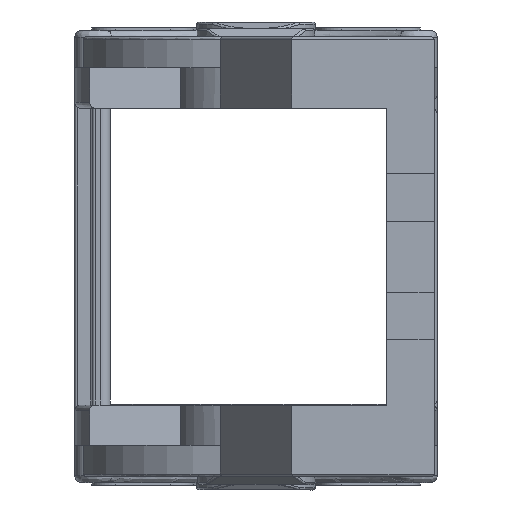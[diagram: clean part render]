
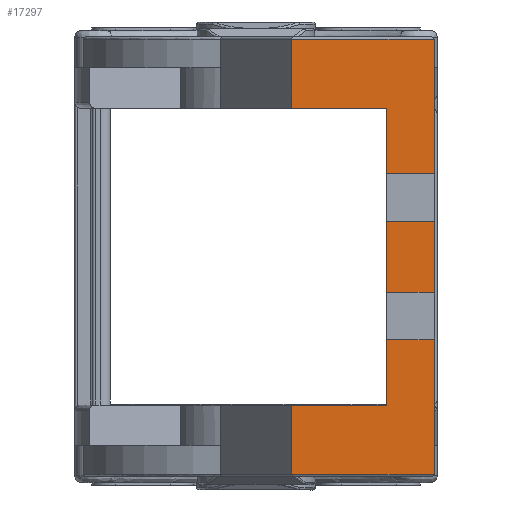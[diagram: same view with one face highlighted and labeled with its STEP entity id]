
A CAD part, left-side view. The second image highlights one B-rep face of the part: STEP entity #17297.
In plain terms, the highlighted planar face has unit normal (-1, 0, 0).
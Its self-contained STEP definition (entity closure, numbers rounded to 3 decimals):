
#98 = LINE ( 'NONE', #22291, #25124 ) ;
#321 = DIRECTION ( 'NONE',  ( 0., -1., 0. ) ) ;
#339 = PLANE ( 'NONE',  #26924 ) ;
#379 = VERTEX_POINT ( 'NONE', #2644 ) ;
#401 = CARTESIAN_POINT ( 'NONE',  ( 382.199, 97.701, 577.591 ) ) ;
#1023 = VECTOR ( 'NONE', #4317, 1000. ) ;
#1238 = DIRECTION ( 'NONE',  ( 0., 0., 1. ) ) ;
#1500 = VERTEX_POINT ( 'NONE', #18824 ) ;
#1579 = ORIENTED_EDGE ( 'NONE', *, *, #27875, .F. ) ;
#1856 = LINE ( 'NONE', #9606, #18920 ) ;
#1911 = LINE ( 'NONE', #27071, #11377 ) ;
#2266 = LINE ( 'NONE', #16181, #26643 ) ;
#2314 = VECTOR ( 'NONE', #18192, 1000. ) ;
#2644 = CARTESIAN_POINT ( 'NONE',  ( 382.199, 97.701, 587.591 ) ) ;
#2658 = LINE ( 'NONE', #9275, #2314 ) ;
#3365 = ORIENTED_EDGE ( 'NONE', *, *, #11834, .T. ) ;
#3416 = VERTEX_POINT ( 'NONE', #13114 ) ;
#3758 = DIRECTION ( 'NONE',  ( 0., 1., 0. ) ) ;
#3770 = ORIENTED_EDGE ( 'NONE', *, *, #8107, .F. ) ;
#3803 = VECTOR ( 'NONE', #26397, 1000. ) ;
#4317 = DIRECTION ( 'NONE',  ( 0., 0., 1. ) ) ;
#4506 = LINE ( 'NONE', #10992, #28161 ) ;
#4800 = DIRECTION ( 'NONE',  ( 0., -1., 0. ) ) ;
#5044 = CARTESIAN_POINT ( 'NONE',  ( 382.199, 95.201, 587.591 ) ) ;
#5118 = DIRECTION ( 'NONE',  ( 0., 1., 0. ) ) ;
#5513 = VECTOR ( 'NONE', #4800, 1000. ) ;
#5618 = EDGE_CURVE ( 'NONE', #10056, #19125, #11862, .T. ) ;
#5680 = LINE ( 'NONE', #20453, #27964 ) ;
#5735 = CARTESIAN_POINT ( 'NONE',  ( 382.199, 97.701, 590.091 ) ) ;
#5790 = VERTEX_POINT ( 'NONE', #23314 ) ;
#6011 = ORIENTED_EDGE ( 'NONE', *, *, #18413, .F. ) ;
#6110 = LINE ( 'NONE', #7042, #18969 ) ;
#6224 = CARTESIAN_POINT ( 'NONE',  ( 382.199, 105.701, 568.091 ) ) ;
#6373 = CARTESIAN_POINT ( 'NONE',  ( 382.199, 105.701, 590.091 ) ) ;
#6499 = FACE_OUTER_BOUND ( 'NONE', #24246, .T. ) ;
#6590 = CARTESIAN_POINT ( 'NONE',  ( 382.199, 97.701, 590.091 ) ) ;
#6996 = EDGE_CURVE ( 'NONE', #27659, #15045, #4506, .T. ) ;
#7042 = CARTESIAN_POINT ( 'NONE',  ( 382.199, 95.201, 590.091 ) ) ;
#7075 = DIRECTION ( 'NONE',  ( 1., 0., 0. ) ) ;
#7244 = VERTEX_POINT ( 'NONE', #20990 ) ;
#7958 = LINE ( 'NONE', #22641, #5513 ) ;
#8107 = EDGE_CURVE ( 'NONE', #27392, #27659, #2658, .T. ) ;
#8344 = EDGE_CURVE ( 'NONE', #23235, #379, #17296, .T. ) ;
#8985 = CARTESIAN_POINT ( 'NONE',  ( 382.199, 97.701, 573.591 ) ) ;
#8996 = EDGE_CURVE ( 'NONE', #28666, #23235, #6110, .T. ) ;
#9061 = EDGE_CURVE ( 'NONE', #3416, #7244, #1911, .T. ) ;
#9101 = ORIENTED_EDGE ( 'NONE', *, *, #13318, .F. ) ;
#9186 = LINE ( 'NONE', #19709, #20939 ) ;
#9275 = CARTESIAN_POINT ( 'NONE',  ( 382.199, 93.691, 568.091 ) ) ;
#9606 = CARTESIAN_POINT ( 'NONE',  ( 382.199, 93.691, 577.591 ) ) ;
#9737 = LINE ( 'NONE', #6373, #3803 ) ;
#9864 = EDGE_CURVE ( 'NONE', #10360, #23567, #15464, .T. ) ;
#10034 = EDGE_CURVE ( 'NONE', #15999, #5790, #5680, .T. ) ;
#10056 = VERTEX_POINT ( 'NONE', #401 ) ;
#10360 = VERTEX_POINT ( 'NONE', #13460 ) ;
#10661 = EDGE_CURVE ( 'NONE', #379, #3416, #27915, .T. ) ;
#10992 = CARTESIAN_POINT ( 'NONE',  ( 382.199, 97.701, 590.091 ) ) ;
#11206 = DIRECTION ( 'NONE',  ( 0., 0., 1. ) ) ;
#11377 = VECTOR ( 'NONE', #22740, 1000. ) ;
#11534 = LINE ( 'NONE', #15507, #1023 ) ;
#11834 = EDGE_CURVE ( 'NONE', #10360, #15524, #11534, .T. ) ;
#11862 = LINE ( 'NONE', #6590, #27496 ) ;
#12254 = CARTESIAN_POINT ( 'NONE',  ( 382.199, 97.701, 583.591 ) ) ;
#12340 = VECTOR ( 'NONE', #3758, 1000. ) ;
#13114 = CARTESIAN_POINT ( 'NONE',  ( 382.199, 97.701, 593.091 ) ) ;
#13318 = EDGE_CURVE ( 'NONE', #1500, #15524, #98, .T. ) ;
#13460 = CARTESIAN_POINT ( 'NONE',  ( 382.199, 93.701, 562.291 ) ) ;
#13686 = ORIENTED_EDGE ( 'NONE', *, *, #10661, .F. ) ;
#15045 = VERTEX_POINT ( 'NONE', #8985 ) ;
#15076 = VECTOR ( 'NONE', #1238, 1000. ) ;
#15288 = ORIENTED_EDGE ( 'NONE', *, *, #6996, .F. ) ;
#15331 = ORIENTED_EDGE ( 'NONE', *, *, #24157, .F. ) ;
#15464 = LINE ( 'NONE', #23931, #12340 ) ;
#15507 = CARTESIAN_POINT ( 'NONE',  ( 382.199, 93.701, 654.091 ) ) ;
#15524 = VERTEX_POINT ( 'NONE', #15752 ) ;
#15752 = CARTESIAN_POINT ( 'NONE',  ( 382.199, 93.701, 598.891 ) ) ;
#15999 = VERTEX_POINT ( 'NONE', #16622 ) ;
#16181 = CARTESIAN_POINT ( 'NONE',  ( 382.199, 105.701, 590.091 ) ) ;
#16187 = ORIENTED_EDGE ( 'NONE', *, *, #16437, .F. ) ;
#16241 = CARTESIAN_POINT ( 'NONE',  ( 382.199, 93.691, 590.091 ) ) ;
#16437 = EDGE_CURVE ( 'NONE', #15045, #15999, #7958, .T. ) ;
#16622 = CARTESIAN_POINT ( 'NONE',  ( 382.199, 95.201, 573.591 ) ) ;
#16650 = ORIENTED_EDGE ( 'NONE', *, *, #25032, .F. ) ;
#16872 = CARTESIAN_POINT ( 'NONE',  ( 382.199, 95.201, 583.591 ) ) ;
#16946 = VECTOR ( 'NONE', #23661, 1000. ) ;
#17296 = LINE ( 'NONE', #28320, #16946 ) ;
#17297 = ADVANCED_FACE ( 'NONE', ( #6499 ), #339, .F. ) ;
#17475 = DIRECTION ( 'NONE',  ( 0., 0., 1. ) ) ;
#18192 = DIRECTION ( 'NONE',  ( 0., -1., 0. ) ) ;
#18299 = DIRECTION ( 'NONE',  ( 0., 0., 1. ) ) ;
#18353 = ORIENTED_EDGE ( 'NONE', *, *, #5618, .F. ) ;
#18413 = EDGE_CURVE ( 'NONE', #23567, #27392, #2266, .T. ) ;
#18824 = CARTESIAN_POINT ( 'NONE',  ( 382.199, 105.701, 598.891 ) ) ;
#18920 = VECTOR ( 'NONE', #27472, 1000. ) ;
#18969 = VECTOR ( 'NONE', #24593, 1000. ) ;
#19125 = VERTEX_POINT ( 'NONE', #12254 ) ;
#19709 = CARTESIAN_POINT ( 'NONE',  ( 382.199, 93.691, 583.591 ) ) ;
#19781 = CARTESIAN_POINT ( 'NONE',  ( 382.199, 105.701, 562.291 ) ) ;
#19792 = DIRECTION ( 'NONE',  ( 0., -1., 0. ) ) ;
#20453 = CARTESIAN_POINT ( 'NONE',  ( 382.199, 95.201, 590.091 ) ) ;
#20939 = VECTOR ( 'NONE', #19792, 1000. ) ;
#20990 = CARTESIAN_POINT ( 'NONE',  ( 382.199, 105.701, 593.091 ) ) ;
#21507 = ORIENTED_EDGE ( 'NONE', *, *, #9061, .F. ) ;
#22291 = CARTESIAN_POINT ( 'NONE',  ( 382.199, 93.691, 598.891 ) ) ;
#22641 = CARTESIAN_POINT ( 'NONE',  ( 382.199, 93.691, 573.591 ) ) ;
#22740 = DIRECTION ( 'NONE',  ( 0., 1., 0. ) ) ;
#22785 = CARTESIAN_POINT ( 'NONE',  ( 382.199, 97.701, 568.091 ) ) ;
#23235 = VERTEX_POINT ( 'NONE', #5044 ) ;
#23314 = CARTESIAN_POINT ( 'NONE',  ( 382.199, 95.201, 577.591 ) ) ;
#23567 = VERTEX_POINT ( 'NONE', #19781 ) ;
#23661 = DIRECTION ( 'NONE',  ( 0., 1., 0. ) ) ;
#23685 = ORIENTED_EDGE ( 'NONE', *, *, #10034, .F. ) ;
#23931 = CARTESIAN_POINT ( 'NONE',  ( 382.199, 93.691, 562.291 ) ) ;
#24157 = EDGE_CURVE ( 'NONE', #5790, #10056, #1856, .T. ) ;
#24246 = EDGE_LOOP ( 'NONE', ( #16187, #15288, #3770, #6011, #26284, #3365, #9101, #1579, #21507, #13686, #27849, #25862, #16650, #18353, #15331, #23685 ) ) ;
#24593 = DIRECTION ( 'NONE',  ( 0., 0., 1. ) ) ;
#25032 = EDGE_CURVE ( 'NONE', #19125, #28666, #9186, .T. ) ;
#25124 = VECTOR ( 'NONE', #321, 1000. ) ;
#25862 = ORIENTED_EDGE ( 'NONE', *, *, #8996, .F. ) ;
#26284 = ORIENTED_EDGE ( 'NONE', *, *, #9864, .F. ) ;
#26397 = DIRECTION ( 'NONE',  ( 0., 0., 1. ) ) ;
#26643 = VECTOR ( 'NONE', #18299, 1000. ) ;
#26887 = DIRECTION ( 'NONE',  ( 0., 0., 1. ) ) ;
#26924 = AXIS2_PLACEMENT_3D ( 'NONE', #16241, #7075, #5118 ) ;
#27071 = CARTESIAN_POINT ( 'NONE',  ( 382.199, 93.691, 593.091 ) ) ;
#27392 = VERTEX_POINT ( 'NONE', #6224 ) ;
#27472 = DIRECTION ( 'NONE',  ( 0., 1., 0. ) ) ;
#27496 = VECTOR ( 'NONE', #11206, 1000. ) ;
#27659 = VERTEX_POINT ( 'NONE', #22785 ) ;
#27849 = ORIENTED_EDGE ( 'NONE', *, *, #8344, .F. ) ;
#27875 = EDGE_CURVE ( 'NONE', #7244, #1500, #9737, .T. ) ;
#27915 = LINE ( 'NONE', #5735, #15076 ) ;
#27964 = VECTOR ( 'NONE', #26887, 1000. ) ;
#28161 = VECTOR ( 'NONE', #17475, 1000. ) ;
#28320 = CARTESIAN_POINT ( 'NONE',  ( 382.199, 93.691, 587.591 ) ) ;
#28666 = VERTEX_POINT ( 'NONE', #16872 ) ;
